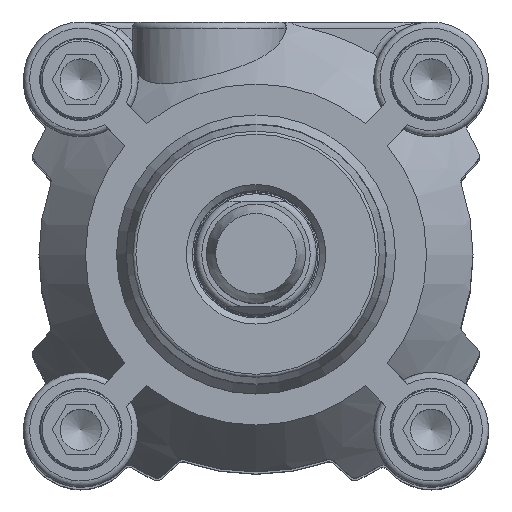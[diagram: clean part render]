
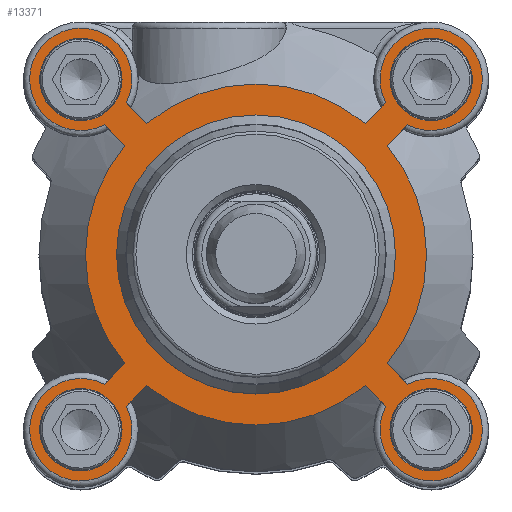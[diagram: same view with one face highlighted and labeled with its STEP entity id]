
A CAD part, top view. The second image highlights one B-rep face of the part: STEP entity #13371.
In plain terms, the highlighted planar face has unit normal (0, 0, 1).
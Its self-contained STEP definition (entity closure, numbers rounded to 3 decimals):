
#11724=CARTESIAN_POINT('',(24.458,-20.923,135.5));
#11725=VERTEX_POINT('',#11724);
#11739=CARTESIAN_POINT('',(20.923,-24.458,135.5));
#11740=VERTEX_POINT('',#11739);
#11741=CARTESIAN_POINT('',(28.25,-28.25,135.5));
#11742=DIRECTION('',(0.0,0.0,-1.0));
#11743=DIRECTION('',(0.707,-0.707,0.0));
#11744=AXIS2_PLACEMENT_3D('',#11741,#11742,#11743);
#11745=CIRCLE('',#11744,8.25);
#11746=EDGE_CURVE('',#11725,#11740,#11745,.T.);
#12856=CARTESIAN_POINT('',(-20.923,-24.458,135.5));
#12857=VERTEX_POINT('',#12856);
#12871=CARTESIAN_POINT('',(-24.458,-20.923,135.5));
#12872=VERTEX_POINT('',#12871);
#12873=CARTESIAN_POINT('',(-28.25,-28.25,135.5));
#12874=DIRECTION('',(0.0,0.0,-1.0));
#12875=DIRECTION('',(-0.707,-0.707,0.0));
#12876=AXIS2_PLACEMENT_3D('',#12873,#12874,#12875);
#12877=CIRCLE('',#12876,8.25);
#12878=EDGE_CURVE('',#12857,#12872,#12877,.T.);
#12904=CARTESIAN_POINT('',(-21.6,-28.25,135.5));
#12905=VERTEX_POINT('',#12904);
#12906=CARTESIAN_POINT('',(-28.25,-28.25,135.5));
#12907=DIRECTION('',(0.0,0.0,-1.0));
#12908=DIRECTION('',(1.0,0.0,0.0));
#12909=AXIS2_PLACEMENT_3D('',#12906,#12907,#12908);
#12910=CIRCLE('',#12909,6.65);
#12911=EDGE_CURVE('',#12905,#12905,#12910,.T.);
#13138=CARTESIAN_POINT('',(20.923,24.458,135.5));
#13139=VERTEX_POINT('',#13138);
#13140=CARTESIAN_POINT('',(24.458,20.923,135.5));
#13141=VERTEX_POINT('',#13140);
#13142=CARTESIAN_POINT('',(28.25,28.25,135.5));
#13143=DIRECTION('',(0.0,0.0,-1.0));
#13144=DIRECTION('',(0.707,0.707,0.0));
#13145=AXIS2_PLACEMENT_3D('',#13142,#13143,#13144);
#13146=CIRCLE('',#13145,8.25);
#13147=EDGE_CURVE('',#13139,#13141,#13146,.T.);
#13207=CARTESIAN_POINT('',(22.5,0.0,135.5));
#13208=VERTEX_POINT('',#13207);
#13209=CARTESIAN_POINT('',(0.0,0.0,135.5));
#13210=DIRECTION('',(0.0,0.0,1.0));
#13211=DIRECTION('',(1.0,0.0,0.0));
#13212=AXIS2_PLACEMENT_3D('',#13209,#13210,#13211);
#13213=CIRCLE('',#13212,22.5);
#13214=EDGE_CURVE('',#13208,#13208,#13213,.T.);
#13219=CARTESIAN_POINT('',(0.0,0.0,135.5));
#13220=DIRECTION('',(0.0,0.0,1.0));
#13221=DIRECTION('',(1.0,0.0,0.0));
#13222=AXIS2_PLACEMENT_3D('',#13219,#13220,#13221);
#13223=PLANE('',#13222);
#13224=ORIENTED_EDGE('',*,*,#11746,.F.);
#13225=CARTESIAN_POINT('',(21.133,-17.597,135.5));
#13226=VERTEX_POINT('',#13225);
#13227=CARTESIAN_POINT('',(21.133,-17.597,135.5));
#13228=DIRECTION('',(0.707,-0.707,0.0));
#13229=VECTOR('',#13228,4.703);
#13230=LINE('',#13227,#13229);
#13231=EDGE_CURVE('',#13226,#11725,#13230,.T.);
#13232=ORIENTED_EDGE('',*,*,#13231,.F.);
#13233=CARTESIAN_POINT('',(21.133,17.597,135.5));
#13234=VERTEX_POINT('',#13233);
#13235=CARTESIAN_POINT('',(0.0,0.0,135.5));
#13236=DIRECTION('',(0.0,0.0,1.0));
#13237=DIRECTION('',(1.0,0.0,0.0));
#13238=AXIS2_PLACEMENT_3D('',#13235,#13236,#13237);
#13239=CIRCLE('',#13238,27.5);
#13240=EDGE_CURVE('',#13226,#13234,#13239,.T.);
#13241=ORIENTED_EDGE('',*,*,#13240,.T.);
#13242=CARTESIAN_POINT('',(24.458,20.923,135.5));
#13243=DIRECTION('',(-0.707,-0.707,0.0));
#13244=VECTOR('',#13243,4.703);
#13245=LINE('',#13242,#13244);
#13246=EDGE_CURVE('',#13141,#13234,#13245,.T.);
#13247=ORIENTED_EDGE('',*,*,#13246,.F.);
#13248=ORIENTED_EDGE('',*,*,#13147,.F.);
#13249=CARTESIAN_POINT('',(17.597,21.133,135.5));
#13250=VERTEX_POINT('',#13249);
#13251=CARTESIAN_POINT('',(17.597,21.133,135.5));
#13252=DIRECTION('',(0.707,0.707,0.0));
#13253=VECTOR('',#13252,4.703);
#13254=LINE('',#13251,#13253);
#13255=EDGE_CURVE('',#13250,#13139,#13254,.T.);
#13256=ORIENTED_EDGE('',*,*,#13255,.F.);
#13257=CARTESIAN_POINT('',(-17.597,21.133,135.5));
#13258=VERTEX_POINT('',#13257);
#13259=CARTESIAN_POINT('',(0.0,0.0,135.5));
#13260=DIRECTION('',(0.0,0.0,1.0));
#13261=DIRECTION('',(1.0,0.0,0.0));
#13262=AXIS2_PLACEMENT_3D('',#13259,#13260,#13261);
#13263=CIRCLE('',#13262,27.5);
#13264=EDGE_CURVE('',#13250,#13258,#13263,.T.);
#13265=ORIENTED_EDGE('',*,*,#13264,.T.);
#13266=CARTESIAN_POINT('',(-20.923,24.458,135.5));
#13267=VERTEX_POINT('',#13266);
#13268=CARTESIAN_POINT('',(-20.923,24.458,135.5));
#13269=DIRECTION('',(0.707,-0.707,0.0));
#13270=VECTOR('',#13269,4.703);
#13271=LINE('',#13268,#13270);
#13272=EDGE_CURVE('',#13267,#13258,#13271,.T.);
#13273=ORIENTED_EDGE('',*,*,#13272,.F.);
#13274=CARTESIAN_POINT('',(-24.458,20.923,135.5));
#13275=VERTEX_POINT('',#13274);
#13276=CARTESIAN_POINT('',(-28.25,28.25,135.5));
#13277=DIRECTION('',(0.0,0.0,-1.0));
#13278=DIRECTION('',(-0.707,0.707,0.0));
#13279=AXIS2_PLACEMENT_3D('',#13276,#13277,#13278);
#13280=CIRCLE('',#13279,8.25);
#13281=EDGE_CURVE('',#13275,#13267,#13280,.T.);
#13282=ORIENTED_EDGE('',*,*,#13281,.F.);
#13283=CARTESIAN_POINT('',(-21.133,17.597,135.5));
#13284=VERTEX_POINT('',#13283);
#13285=CARTESIAN_POINT('',(-21.133,17.597,135.5));
#13286=DIRECTION('',(-0.707,0.707,0.0));
#13287=VECTOR('',#13286,4.703);
#13288=LINE('',#13285,#13287);
#13289=EDGE_CURVE('',#13284,#13275,#13288,.T.);
#13290=ORIENTED_EDGE('',*,*,#13289,.F.);
#13291=CARTESIAN_POINT('',(-21.133,-17.597,135.5));
#13292=VERTEX_POINT('',#13291);
#13293=CARTESIAN_POINT('',(0.0,0.0,135.5));
#13294=DIRECTION('',(0.0,0.0,1.0));
#13295=DIRECTION('',(1.0,0.0,0.0));
#13296=AXIS2_PLACEMENT_3D('',#13293,#13294,#13295);
#13297=CIRCLE('',#13296,27.5);
#13298=EDGE_CURVE('',#13284,#13292,#13297,.T.);
#13299=ORIENTED_EDGE('',*,*,#13298,.T.);
#13300=CARTESIAN_POINT('',(-24.458,-20.923,135.5));
#13301=DIRECTION('',(0.707,0.707,0.0));
#13302=VECTOR('',#13301,4.703);
#13303=LINE('',#13300,#13302);
#13304=EDGE_CURVE('',#12872,#13292,#13303,.T.);
#13305=ORIENTED_EDGE('',*,*,#13304,.F.);
#13306=ORIENTED_EDGE('',*,*,#12878,.F.);
#13307=CARTESIAN_POINT('',(-17.597,-21.133,135.5));
#13308=VERTEX_POINT('',#13307);
#13309=CARTESIAN_POINT('',(-17.597,-21.133,135.5));
#13310=DIRECTION('',(-0.707,-0.707,0.0));
#13311=VECTOR('',#13310,4.703);
#13312=LINE('',#13309,#13311);
#13313=EDGE_CURVE('',#13308,#12857,#13312,.T.);
#13314=ORIENTED_EDGE('',*,*,#13313,.F.);
#13315=CARTESIAN_POINT('',(17.597,-21.133,135.5));
#13316=VERTEX_POINT('',#13315);
#13317=CARTESIAN_POINT('',(0.0,0.0,135.5));
#13318=DIRECTION('',(0.0,0.0,1.0));
#13319=DIRECTION('',(1.0,0.0,0.0));
#13320=AXIS2_PLACEMENT_3D('',#13317,#13318,#13319);
#13321=CIRCLE('',#13320,27.5);
#13322=EDGE_CURVE('',#13308,#13316,#13321,.T.);
#13323=ORIENTED_EDGE('',*,*,#13322,.T.);
#13324=CARTESIAN_POINT('',(20.923,-24.458,135.5));
#13325=DIRECTION('',(-0.707,0.707,0.0));
#13326=VECTOR('',#13325,4.703);
#13327=LINE('',#13324,#13326);
#13328=EDGE_CURVE('',#11740,#13316,#13327,.T.);
#13329=ORIENTED_EDGE('',*,*,#13328,.F.);
#13330=EDGE_LOOP('',(#13224,#13232,#13241,#13247,#13248,#13256,#13265,#13273,#13282,#13290,#13299,#13305,#13306,#13314,#13323,#13329));
#13331=FACE_OUTER_BOUND('',#13330,.T.);
#13332=ORIENTED_EDGE('',*,*,#13214,.F.);
#13333=EDGE_LOOP('',(#13332));
#13334=FACE_BOUND('',#13333,.T.);
#13335=CARTESIAN_POINT('',(34.9,28.25,135.5));
#13336=VERTEX_POINT('',#13335);
#13337=CARTESIAN_POINT('',(28.25,28.25,135.5));
#13338=DIRECTION('',(0.0,0.0,-1.0));
#13339=DIRECTION('',(1.0,0.0,0.0));
#13340=AXIS2_PLACEMENT_3D('',#13337,#13338,#13339);
#13341=CIRCLE('',#13340,6.65);
#13342=EDGE_CURVE('',#13336,#13336,#13341,.T.);
#13343=ORIENTED_EDGE('',*,*,#13342,.T.);
#13344=EDGE_LOOP('',(#13343));
#13345=FACE_BOUND('',#13344,.T.);
#13346=ORIENTED_EDGE('',*,*,#12911,.T.);
#13347=EDGE_LOOP('',(#13346));
#13348=FACE_BOUND('',#13347,.T.);
#13349=CARTESIAN_POINT('',(-21.6,28.25,135.5));
#13350=VERTEX_POINT('',#13349);
#13351=CARTESIAN_POINT('',(-28.25,28.25,135.5));
#13352=DIRECTION('',(0.0,0.0,-1.0));
#13353=DIRECTION('',(1.0,0.0,0.0));
#13354=AXIS2_PLACEMENT_3D('',#13351,#13352,#13353);
#13355=CIRCLE('',#13354,6.65);
#13356=EDGE_CURVE('',#13350,#13350,#13355,.T.);
#13357=ORIENTED_EDGE('',*,*,#13356,.T.);
#13358=EDGE_LOOP('',(#13357));
#13359=FACE_BOUND('',#13358,.T.);
#13360=CARTESIAN_POINT('',(34.9,-28.25,135.5));
#13361=VERTEX_POINT('',#13360);
#13362=CARTESIAN_POINT('',(28.25,-28.25,135.5));
#13363=DIRECTION('',(0.0,0.0,-1.0));
#13364=DIRECTION('',(1.0,0.0,0.0));
#13365=AXIS2_PLACEMENT_3D('',#13362,#13363,#13364);
#13366=CIRCLE('',#13365,6.65);
#13367=EDGE_CURVE('',#13361,#13361,#13366,.T.);
#13368=ORIENTED_EDGE('',*,*,#13367,.T.);
#13369=EDGE_LOOP('',(#13368));
#13370=FACE_BOUND('',#13369,.T.);
#13371=ADVANCED_FACE('',(#13331,#13334,#13345,#13348,#13359,#13370),#13223,.T.);
